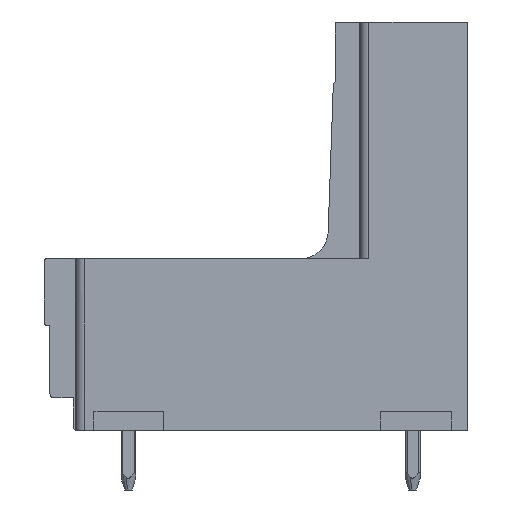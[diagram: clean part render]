
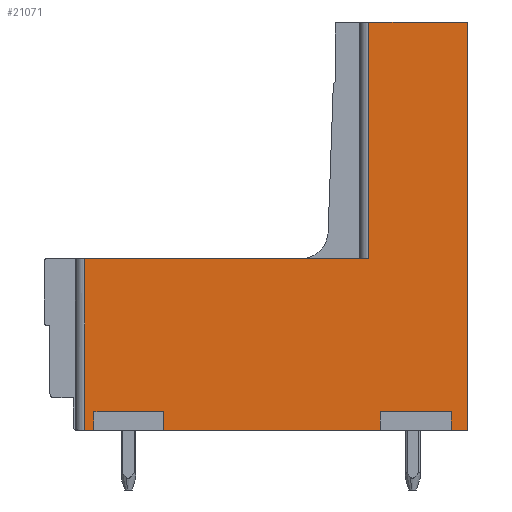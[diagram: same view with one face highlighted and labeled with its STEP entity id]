
A CAD part, left-side view. The second image highlights one B-rep face of the part: STEP entity #21071.
In plain terms, the highlighted planar face has unit normal (-1, 0, 0).
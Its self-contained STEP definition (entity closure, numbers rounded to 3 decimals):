
#21010=AXIS2_PLACEMENT_3D('Plane Axis2P3D',#21007,#21008,#21009) ;
#194=CARTESIAN_POINT('Vertex',(0.,0.,3.2)) ;
#197=CARTESIAN_POINT('Line Origine',(0.,0.435,3.2)) ;
#201=CARTESIAN_POINT('Vertex',(0.,0.87,3.2)) ;
#250=CARTESIAN_POINT('Vertex',(0.,4.69,3.2)) ;
#253=CARTESIAN_POINT('Line Origine',(0.,10.495,3.2)) ;
#257=CARTESIAN_POINT('Vertex',(0.,16.3,3.2)) ;
#278=CARTESIAN_POINT('Vertex',(0.,20.04,3.2)) ;
#281=CARTESIAN_POINT('Line Origine',(0.,20.29,3.2)) ;
#285=CARTESIAN_POINT('Vertex',(0.,20.54,3.2)) ;
#18128=CARTESIAN_POINT('Vertex',(0.,5.3,25.1)) ;
#18131=CARTESIAN_POINT('Line Origine',(0.,2.65,25.1)) ;
#18135=CARTESIAN_POINT('Vertex',(0.,0.,25.1)) ;
#20520=CARTESIAN_POINT('Line Origine',(0.,0.,14.15)) ;
#20927=CARTESIAN_POINT('Line Origine',(0.,20.54,14.15)) ;
#20931=CARTESIAN_POINT('Vertex',(0.,20.54,12.4)) ;
#20992=CARTESIAN_POINT('Vertex',(0.,5.3,12.4)) ;
#20995=CARTESIAN_POINT('Line Origine',(0.,5.3,14.15)) ;
#21007=CARTESIAN_POINT('Axis2P3D Location',(0.,0.,0.)) ;
#21012=CARTESIAN_POINT('Line Origine',(0.,12.92,12.4)) ;
#21017=CARTESIAN_POINT('Line Origine',(0.,20.04,3.7)) ;
#21021=CARTESIAN_POINT('Vertex',(0.,20.04,4.2)) ;
#21024=CARTESIAN_POINT('Line Origine',(0.,18.17,4.2)) ;
#21028=CARTESIAN_POINT('Vertex',(0.,16.3,4.2)) ;
#21031=CARTESIAN_POINT('Line Origine',(0.,16.3,3.7)) ;
#21036=CARTESIAN_POINT('Line Origine',(0.,4.69,3.7)) ;
#21040=CARTESIAN_POINT('Vertex',(0.,4.69,4.2)) ;
#21043=CARTESIAN_POINT('Line Origine',(0.,2.78,4.2)) ;
#21047=CARTESIAN_POINT('Vertex',(0.,0.87,4.2)) ;
#21050=CARTESIAN_POINT('Line Origine',(0.,0.87,3.7)) ;
#198=DIRECTION('Vector Direction',(0.,1.,0.)) ;
#254=DIRECTION('Vector Direction',(0.,1.,0.)) ;
#282=DIRECTION('Vector Direction',(0.,1.,0.)) ;
#18132=DIRECTION('Vector Direction',(0.,-1.,0.)) ;
#20521=DIRECTION('Vector Direction',(0.,0.,-1.)) ;
#20928=DIRECTION('Vector Direction',(0.,0.,1.)) ;
#20996=DIRECTION('Vector Direction',(0.,0.,1.)) ;
#21008=DIRECTION('Axis2P3D Direction',(-1.,0.,0.)) ;
#21009=DIRECTION('Axis2P3D XDirection',(0.,0.,1.)) ;
#21013=DIRECTION('Vector Direction',(0.,-1.,0.)) ;
#21018=DIRECTION('Vector Direction',(0.,0.,-1.)) ;
#21025=DIRECTION('Vector Direction',(0.,-1.,0.)) ;
#21032=DIRECTION('Vector Direction',(0.,0.,1.)) ;
#21037=DIRECTION('Vector Direction',(0.,0.,-1.)) ;
#21044=DIRECTION('Vector Direction',(0.,-1.,0.)) ;
#21051=DIRECTION('Vector Direction',(0.,0.,1.)) ;
#199=VECTOR('Line Direction',#198,1.) ;
#255=VECTOR('Line Direction',#254,1.) ;
#283=VECTOR('Line Direction',#282,1.) ;
#18133=VECTOR('Line Direction',#18132,1.) ;
#20522=VECTOR('Line Direction',#20521,1.) ;
#20929=VECTOR('Line Direction',#20928,1.) ;
#20997=VECTOR('Line Direction',#20996,1.) ;
#21014=VECTOR('Line Direction',#21013,1.) ;
#21019=VECTOR('Line Direction',#21018,1.) ;
#21026=VECTOR('Line Direction',#21025,1.) ;
#21033=VECTOR('Line Direction',#21032,1.) ;
#21038=VECTOR('Line Direction',#21037,1.) ;
#21045=VECTOR('Line Direction',#21044,1.) ;
#21052=VECTOR('Line Direction',#21051,1.) ;
#21056=ORIENTED_EDGE('',*,*,#21016,.F.) ;
#21057=ORIENTED_EDGE('',*,*,#20933,.T.) ;
#21058=ORIENTED_EDGE('',*,*,#287,.T.) ;
#21059=ORIENTED_EDGE('',*,*,#21023,.T.) ;
#21060=ORIENTED_EDGE('',*,*,#21030,.T.) ;
#21061=ORIENTED_EDGE('',*,*,#21035,.T.) ;
#21062=ORIENTED_EDGE('',*,*,#259,.T.) ;
#21063=ORIENTED_EDGE('',*,*,#21042,.T.) ;
#21064=ORIENTED_EDGE('',*,*,#21049,.T.) ;
#21065=ORIENTED_EDGE('',*,*,#21054,.T.) ;
#21066=ORIENTED_EDGE('',*,*,#203,.T.) ;
#21067=ORIENTED_EDGE('',*,*,#20524,.T.) ;
#21068=ORIENTED_EDGE('',*,*,#18137,.T.) ;
#21069=ORIENTED_EDGE('',*,*,#20999,.T.) ;
#21071=ADVANCED_FACE('HOUSING',(#21070),#21011,.T.) ;
#203=EDGE_CURVE('',#202,#195,#200,.F.) ;
#259=EDGE_CURVE('',#258,#251,#256,.F.) ;
#287=EDGE_CURVE('',#286,#279,#284,.F.) ;
#18137=EDGE_CURVE('',#18136,#18129,#18134,.F.) ;
#20524=EDGE_CURVE('',#195,#18136,#20523,.F.) ;
#20933=EDGE_CURVE('',#20932,#286,#20930,.F.) ;
#20999=EDGE_CURVE('',#18129,#20993,#20998,.F.) ;
#21016=EDGE_CURVE('',#20932,#20993,#21015,.T.) ;
#21023=EDGE_CURVE('',#279,#21022,#21020,.F.) ;
#21030=EDGE_CURVE('',#21022,#21029,#21027,.T.) ;
#21035=EDGE_CURVE('',#21029,#258,#21034,.F.) ;
#21042=EDGE_CURVE('',#251,#21041,#21039,.F.) ;
#21049=EDGE_CURVE('',#21041,#21048,#21046,.T.) ;
#21054=EDGE_CURVE('',#21048,#202,#21053,.F.) ;
#21055=EDGE_LOOP('',(#21056,#21057,#21058,#21059,#21060,#21061,#21062,#21063,#21064,#21065,#21066,#21067,#21068,#21069)) ;
#21070=FACE_OUTER_BOUND('',#21055,.T.) ;
#200=LINE('Line',#197,#199) ;
#256=LINE('Line',#253,#255) ;
#284=LINE('Line',#281,#283) ;
#18134=LINE('Line',#18131,#18133) ;
#20523=LINE('Line',#20520,#20522) ;
#20930=LINE('Line',#20927,#20929) ;
#20998=LINE('Line',#20995,#20997) ;
#21015=LINE('Line',#21012,#21014) ;
#21020=LINE('Line',#21017,#21019) ;
#21027=LINE('Line',#21024,#21026) ;
#21034=LINE('Line',#21031,#21033) ;
#21039=LINE('Line',#21036,#21038) ;
#21046=LINE('Line',#21043,#21045) ;
#21053=LINE('Line',#21050,#21052) ;
#21011=PLANE('',#21010) ;
#195=VERTEX_POINT('',#194) ;
#202=VERTEX_POINT('',#201) ;
#251=VERTEX_POINT('',#250) ;
#258=VERTEX_POINT('',#257) ;
#279=VERTEX_POINT('',#278) ;
#286=VERTEX_POINT('',#285) ;
#18129=VERTEX_POINT('',#18128) ;
#18136=VERTEX_POINT('',#18135) ;
#20932=VERTEX_POINT('',#20931) ;
#20993=VERTEX_POINT('',#20992) ;
#21022=VERTEX_POINT('',#21021) ;
#21029=VERTEX_POINT('',#21028) ;
#21041=VERTEX_POINT('',#21040) ;
#21048=VERTEX_POINT('',#21047) ;
